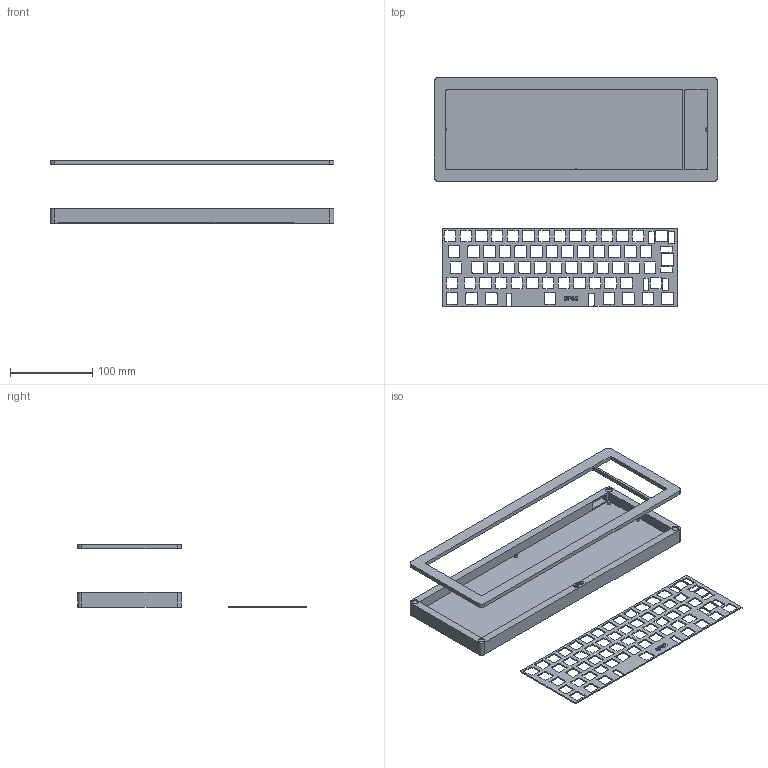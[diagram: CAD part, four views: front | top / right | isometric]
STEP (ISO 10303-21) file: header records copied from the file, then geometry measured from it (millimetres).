
FILE_DESCRIPTION(('HOOPS Exchange Step'),'2;1');
FILE_NAME('temp_export','2025-03-14T22:44:56+00:00',('ompot'),('Shapr3D Limited'),'HOOPS Exchange 2024.8','Shapr3D','Authorized');
FILE_SCHEMA( ('AP242_MANAGED_MODEL_BASED_3D_ENGINEERING_MIM_LF {1 0 10303 442 1 1 4}') );
Length unit declared in the file: millimetre
Products named in the file (2): Branding; root
Assembly tree (1 placements, depth 2):
  root
    Branding
Bounding box: 345.05 x 278.25 x 76 mm (x, y, z)
Volume: 408884.8 mm3; surface area: 186579.9 mm2
Topology: 3 solids, 3 shells, 869 faces, 2491 edges, 1666 vertices
Faces by surface type: plane 421, cylinder 312, bspline 136
Full cylindrical faces by diameter (mm): 4 x8, 8 x8
Entity records: 31156 total; most frequent: CARTESIAN_POINT 8334, ORIENTED_EDGE 4982, DIRECTION 4333, EDGE_CURVE 2491, VERTEX_POINT 1666, VECTOR 1579, LINE 1579, AXIS2_PLACEMENT_3D 1377
